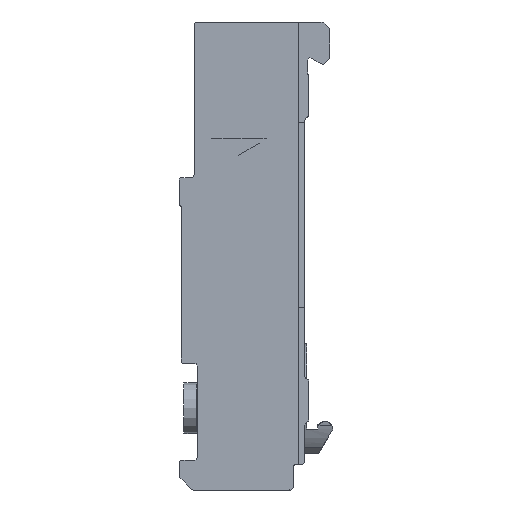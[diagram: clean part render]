
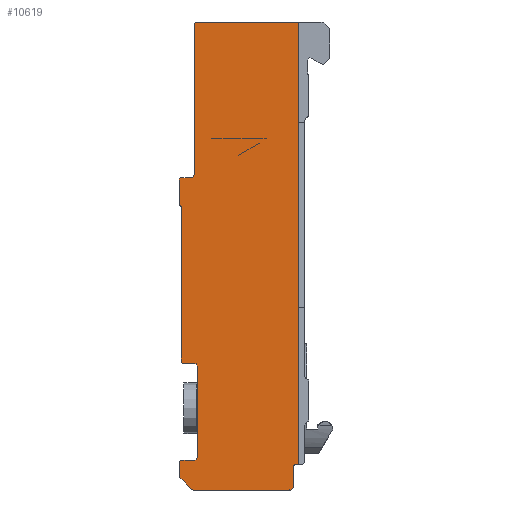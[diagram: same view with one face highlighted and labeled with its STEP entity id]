
A CAD part, front view. The second image highlights one B-rep face of the part: STEP entity #10619.
In plain terms, the highlighted planar face has unit normal (0, -1, 0).
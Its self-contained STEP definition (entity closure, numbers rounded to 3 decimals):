
#1773=PLANE('',#39789);
#3237=FACE_OUTER_BOUND('',#14681,.T.);
#4331=LINE('',#53393,#7220);
#5345=LINE('',#61238,#8234);
#5386=LINE('',#61439,#8275);
#5406=LINE('',#61499,#8295);
#5441=LINE('',#61764,#8330);
#5487=LINE('',#62054,#8376);
#5493=LINE('',#62097,#8382);
#5497=LINE('',#62109,#8386);
#5501=LINE('',#62121,#8390);
#5505=LINE('',#62133,#8394);
#5511=LINE('',#62154,#8400);
#5545=LINE('',#62295,#8434);
#5553=LINE('',#62315,#8442);
#5575=LINE('',#62416,#8464);
#7220=VECTOR('',#42409,1.);
#8234=VECTOR('',#45787,1.);
#8275=VECTOR('',#45926,1.);
#8295=VECTOR('',#45986,1.);
#8330=VECTOR('',#46121,1.);
#8376=VECTOR('',#46339,1.);
#8382=VECTOR('',#46381,1.);
#8386=VECTOR('',#46393,1.);
#8390=VECTOR('',#46405,1.);
#8394=VECTOR('',#46417,1.);
#8400=VECTOR('',#46439,1.);
#8434=VECTOR('',#46557,1.);
#8442=VECTOR('',#46573,1.);
#8464=VECTOR('',#46679,1.);
#10619=ADVANCED_FACE('',(#3237),#1773,.F.);
#14681=EDGE_LOOP('',(#19925,#19926,#19927,#19928,#19929,#19930,#19931,#19932,
#19933,#19934,#19935,#19936,#19937,#19938,#19939,#19940,#19941,#19942,#19943,
#19944,#19945,#19946,#19947,#19948,#19949,#19950,#19951));
#19925=ORIENTED_EDGE('',*,*,#33638,.F.);
#19926=ORIENTED_EDGE('',*,*,#33953,.T.);
#19927=ORIENTED_EDGE('',*,*,#33902,.F.);
#19928=ORIENTED_EDGE('',*,*,#33894,.F.);
#19929=ORIENTED_EDGE('',*,*,#31459,.F.);
#19930=ORIENTED_EDGE('',*,*,#33578,.F.);
#19931=ORIENTED_EDGE('',*,*,#33566,.F.);
#19932=ORIENTED_EDGE('',*,*,#33551,.F.);
#19933=ORIENTED_EDGE('',*,*,#33536,.F.);
#19934=ORIENTED_EDGE('',*,*,#33521,.F.);
#19935=ORIENTED_EDGE('',*,*,#33506,.F.);
#19936=ORIENTED_EDGE('',*,*,#33892,.F.);
#19937=ORIENTED_EDGE('',*,*,#33469,.F.);
#19938=ORIENTED_EDGE('',*,*,#33460,.F.);
#19939=ORIENTED_EDGE('',*,*,#33452,.F.);
#19940=ORIENTED_EDGE('',*,*,#33817,.F.);
#19941=ORIENTED_EDGE('',*,*,#33808,.F.);
#19942=ORIENTED_EDGE('',*,*,#33805,.F.);
#19943=ORIENTED_EDGE('',*,*,#33802,.F.);
#19944=ORIENTED_EDGE('',*,*,#33799,.F.);
#19945=ORIENTED_EDGE('',*,*,#33796,.F.);
#19946=ORIENTED_EDGE('',*,*,#33793,.F.);
#19947=ORIENTED_EDGE('',*,*,#33790,.F.);
#19948=ORIENTED_EDGE('',*,*,#33787,.F.);
#19949=ORIENTED_EDGE('',*,*,#33772,.F.);
#19950=ORIENTED_EDGE('',*,*,#33765,.F.);
#19951=ORIENTED_EDGE('',*,*,#33643,.F.);
#27656=VERTEX_POINT('',#53392);
#27657=VERTEX_POINT('',#53394);
#29152=VERTEX_POINT('',#61202);
#29155=VERTEX_POINT('',#61222);
#29158=VERTEX_POINT('',#61235);
#29164=VERTEX_POINT('',#61289);
#29191=VERTEX_POINT('',#61373);
#29194=VERTEX_POINT('',#61378);
#29203=VERTEX_POINT('',#61406);
#29213=VERTEX_POINT('',#61436);
#29223=VERTEX_POINT('',#61466);
#29233=VERTEX_POINT('',#61496);
#29281=VERTEX_POINT('',#61762);
#29283=VERTEX_POINT('',#61765);
#29286=VERTEX_POINT('',#61789);
#29353=VERTEX_POINT('',#62055);
#29358=VERTEX_POINT('',#62068);
#29372=VERTEX_POINT('',#62098);
#29374=VERTEX_POINT('',#62104);
#29376=VERTEX_POINT('',#62110);
#29378=VERTEX_POINT('',#62116);
#29380=VERTEX_POINT('',#62122);
#29382=VERTEX_POINT('',#62128);
#29384=VERTEX_POINT('',#62134);
#29386=VERTEX_POINT('',#62140);
#29457=VERTEX_POINT('',#62300);
#29459=VERTEX_POINT('',#62305);
#31459=EDGE_CURVE('',#27656,#27657,#4331,.T.);
#33452=EDGE_CURVE('',#29155,#29152,#37197,.T.);
#33460=EDGE_CURVE('',#29152,#29158,#5345,.T.);
#33469=EDGE_CURVE('',#29158,#29164,#37198,.T.);
#33506=EDGE_CURVE('',#29194,#29191,#37208,.T.);
#33521=EDGE_CURVE('',#29191,#29203,#37209,.T.);
#33536=EDGE_CURVE('',#29203,#29213,#5386,.T.);
#33551=EDGE_CURVE('',#29213,#29223,#37210,.T.);
#33566=EDGE_CURVE('',#29223,#29233,#5406,.T.);
#33578=EDGE_CURVE('',#29233,#27656,#37211,.T.);
#33638=EDGE_CURVE('',#29281,#29283,#5441,.T.);
#33643=EDGE_CURVE('',#29283,#29286,#37230,.T.);
#33765=EDGE_CURVE('',#29286,#29353,#5487,.T.);
#33772=EDGE_CURVE('',#29353,#29358,#37307,.T.);
#33787=EDGE_CURVE('',#29358,#29372,#5493,.T.);
#33790=EDGE_CURVE('',#29372,#29374,#37321,.T.);
#33793=EDGE_CURVE('',#29374,#29376,#5497,.T.);
#33796=EDGE_CURVE('',#29376,#29378,#37323,.T.);
#33799=EDGE_CURVE('',#29378,#29380,#5501,.T.);
#33802=EDGE_CURVE('',#29380,#29382,#37325,.T.);
#33805=EDGE_CURVE('',#29382,#29384,#5505,.T.);
#33808=EDGE_CURVE('',#29384,#29386,#37327,.T.);
#33817=EDGE_CURVE('',#29386,#29155,#5511,.T.);
#33892=EDGE_CURVE('',#29164,#29194,#5545,.T.);
#33894=EDGE_CURVE('',#27657,#29457,#37374,.T.);
#33902=EDGE_CURVE('',#29457,#29459,#5553,.T.);
#33953=EDGE_CURVE('',#29281,#29459,#5575,.T.);
#37197=CIRCLE('',#39454,0.2);
#37198=CIRCLE('',#39461,0.2);
#37208=CIRCLE('',#39484,0.2);
#37209=CIRCLE('',#39499,0.2);
#37210=CIRCLE('',#39519,0.2);
#37211=CIRCLE('',#39539,0.2);
#37230=CIRCLE('',#39578,0.2);
#37307=CIRCLE('',#39667,0.2);
#37321=CIRCLE('',#39683,0.2);
#37323=CIRCLE('',#39687,0.2);
#37325=CIRCLE('',#39691,0.2);
#37327=CIRCLE('',#39695,0.2);
#37374=CIRCLE('',#39745,0.2);
#39454=AXIS2_PLACEMENT_3D('',#61223,#45772,#45773);
#39461=AXIS2_PLACEMENT_3D('',#61307,#45797,#45798);
#39484=AXIS2_PLACEMENT_3D('',#61379,#45863,#45864);
#39499=AXIS2_PLACEMENT_3D('',#61409,#45898,#45899);
#39519=AXIS2_PLACEMENT_3D('',#61469,#45958,#45959);
#39539=AXIS2_PLACEMENT_3D('',#61520,#46015,#46016);
#39578=AXIS2_PLACEMENT_3D('',#61788,#46127,#46128);
#39667=AXIS2_PLACEMENT_3D('',#62067,#46351,#46352);
#39683=AXIS2_PLACEMENT_3D('',#62103,#46387,#46388);
#39687=AXIS2_PLACEMENT_3D('',#62115,#46399,#46400);
#39691=AXIS2_PLACEMENT_3D('',#62127,#46411,#46412);
#39695=AXIS2_PLACEMENT_3D('',#62139,#46423,#46424);
#39745=AXIS2_PLACEMENT_3D('',#62299,#46562,#46563);
#39789=AXIS2_PLACEMENT_3D('',#62417,#46680,#46681);
#42409=DIRECTION('',(0.,0.,1.));
#45772=DIRECTION('',(0.,-1.,0.));
#45773=DIRECTION('',(1.,0.,0.));
#45787=DIRECTION('',(-1.,0.,0.));
#45797=DIRECTION('',(0.,1.,0.));
#45798=DIRECTION('',(1.,0.,0.));
#45863=DIRECTION('',(0.,-1.,0.));
#45864=DIRECTION('',(1.,0.,0.));
#45898=DIRECTION('',(0.,1.,0.));
#45899=DIRECTION('',(1.,0.,0.));
#45926=DIRECTION('',(0.,0.,1.));
#45958=DIRECTION('',(0.,1.,0.));
#45959=DIRECTION('',(1.,0.,0.));
#45986=DIRECTION('',(1.,0.,0.));
#46015=DIRECTION('',(0.,-1.,0.));
#46016=DIRECTION('',(1.,0.,0.));
#46121=DIRECTION('',(-1.,0.,0.));
#46127=DIRECTION('',(0.,-1.,0.));
#46128=DIRECTION('',(1.,0.,0.));
#46339=DIRECTION('',(0.,0.,-1.));
#46351=DIRECTION('',(0.,1.,0.));
#46352=DIRECTION('',(1.,0.,0.));
#46381=DIRECTION('',(-1.,0.,0.));
#46387=DIRECTION('',(0.,1.,0.));
#46388=DIRECTION('',(1.,0.,0.));
#46393=DIRECTION('',(-0.707,0.,0.707));
#46399=DIRECTION('',(0.,1.,0.));
#46400=DIRECTION('',(1.,0.,0.));
#46405=DIRECTION('',(0.,0.,1.));
#46411=DIRECTION('',(0.,1.,0.));
#46412=DIRECTION('',(1.,0.,0.));
#46417=DIRECTION('',(1.,0.,0.));
#46423=DIRECTION('',(0.,-1.,0.));
#46424=DIRECTION('',(1.,0.,0.));
#46439=DIRECTION('',(0.,0.,1.));
#46557=DIRECTION('',(0.,0.,1.));
#46562=DIRECTION('',(0.,1.,0.));
#46563=DIRECTION('',(1.,0.,0.));
#46573=DIRECTION('',(1.,0.,0.));
#46679=DIRECTION('',(0.,0.,1.));
#46680=DIRECTION('',(0.,1.,0.));
#46681=DIRECTION('',(1.,0.,0.));
#53392=CARTESIAN_POINT('',(-17.85,-1532.,-10.034));
#53393=CARTESIAN_POINT('',(-17.85,-1532.,-10.034));
#53394=CARTESIAN_POINT('',(-17.85,-1532.,1.566));
#61202=CARTESIAN_POINT('',(-17.8,-1532.,-24.584));
#61222=CARTESIAN_POINT('',(-17.6,-1532.,-24.784));
#61223=CARTESIAN_POINT('',(-17.8,-1532.,-24.784));
#61235=CARTESIAN_POINT('',(-18.65,-1532.,-24.584));
#61238=CARTESIAN_POINT('',(-17.8,-1532.,-24.584));
#61289=CARTESIAN_POINT('',(-18.85,-1532.,-24.384));
#61307=CARTESIAN_POINT('',(-18.65,-1532.,-24.384));
#61373=CARTESIAN_POINT('',(-18.925,-1532.,-12.391));
#61378=CARTESIAN_POINT('',(-18.85,-1532.,-12.547));
#61379=CARTESIAN_POINT('',(-19.05,-1532.,-12.547));
#61406=CARTESIAN_POINT('',(-19.,-1532.,-12.234));
#61409=CARTESIAN_POINT('',(-18.8,-1532.,-12.234));
#61436=CARTESIAN_POINT('',(-19.,-1532.,-10.434));
#61439=CARTESIAN_POINT('',(-19.,-1532.,-12.234));
#61466=CARTESIAN_POINT('',(-18.8,-1532.,-10.234));
#61469=CARTESIAN_POINT('',(-18.8,-1532.,-10.434));
#61496=CARTESIAN_POINT('',(-18.05,-1532.,-10.234));
#61499=CARTESIAN_POINT('',(-18.8,-1532.,-10.234));
#61520=CARTESIAN_POINT('',(-18.05,-1532.,-10.034));
#61762=CARTESIAN_POINT('',(-9.8,-1532.,-32.334));
#61764=CARTESIAN_POINT('',(-9.5,-1532.,-32.334));
#61765=CARTESIAN_POINT('',(-10.,-1532.,-32.334));
#61788=CARTESIAN_POINT('',(-10.,-1532.,-32.534));
#61789=CARTESIAN_POINT('',(-10.2,-1532.,-32.534));
#62054=CARTESIAN_POINT('',(-10.2,-1532.,-32.534));
#62055=CARTESIAN_POINT('',(-10.2,-1532.,-34.134));
#62067=CARTESIAN_POINT('',(-10.4,-1532.,-34.134));
#62068=CARTESIAN_POINT('',(-10.4,-1532.,-34.334));
#62097=CARTESIAN_POINT('',(-10.4,-1532.,-34.334));
#62098=CARTESIAN_POINT('',(-17.917,-1532.,-34.334));
#62103=CARTESIAN_POINT('',(-17.917,-1532.,-34.134));
#62104=CARTESIAN_POINT('',(-18.059,-1532.,-34.276));
#62109=CARTESIAN_POINT('',(-18.059,-1532.,-34.276));
#62110=CARTESIAN_POINT('',(-18.941,-1532.,-33.393));
#62115=CARTESIAN_POINT('',(-18.8,-1532.,-33.252));
#62116=CARTESIAN_POINT('',(-19.,-1532.,-33.252));
#62121=CARTESIAN_POINT('',(-19.,-1532.,-33.252));
#62122=CARTESIAN_POINT('',(-19.,-1532.,-32.234));
#62127=CARTESIAN_POINT('',(-18.8,-1532.,-32.234));
#62128=CARTESIAN_POINT('',(-18.8,-1532.,-32.034));
#62133=CARTESIAN_POINT('',(-18.8,-1532.,-32.034));
#62134=CARTESIAN_POINT('',(-17.8,-1532.,-32.034));
#62139=CARTESIAN_POINT('',(-17.8,-1532.,-31.834));
#62140=CARTESIAN_POINT('',(-17.6,-1532.,-31.834));
#62154=CARTESIAN_POINT('',(-17.6,-1532.,-31.834));
#62295=CARTESIAN_POINT('',(-18.85,-1532.,-24.384));
#62299=CARTESIAN_POINT('',(-17.65,-1532.,1.566));
#62300=CARTESIAN_POINT('',(-17.65,-1532.,1.766));
#62305=CARTESIAN_POINT('',(-9.8,-1532.,1.766));
#62315=CARTESIAN_POINT('',(-17.65,-1532.,1.766));
#62416=CARTESIAN_POINT('',(-9.8,-1532.,-37.944));
#62417=CARTESIAN_POINT('',(-9.2,-1532.,-5.434));
